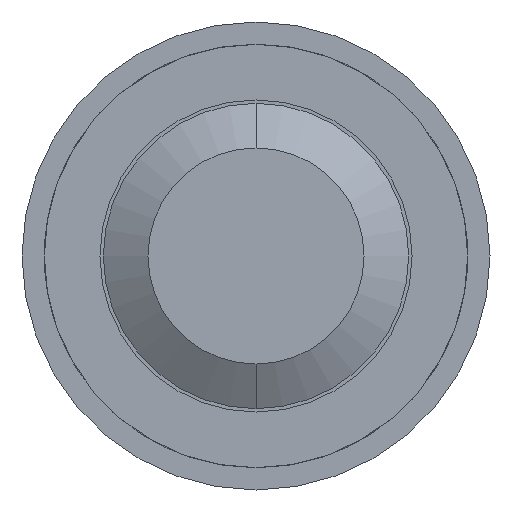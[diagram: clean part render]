
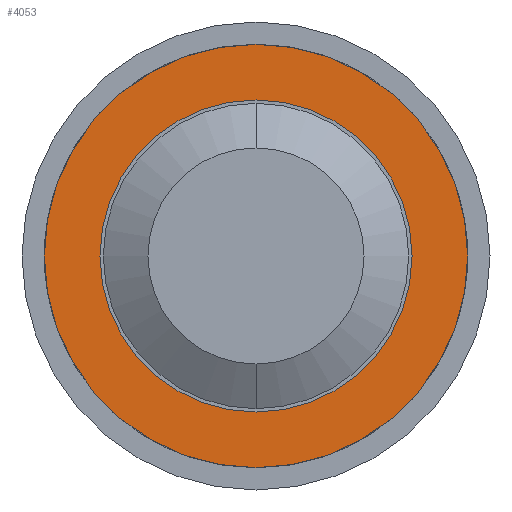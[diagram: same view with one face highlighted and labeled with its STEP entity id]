
A CAD part, front view. The second image highlights one B-rep face of the part: STEP entity #4053.
In plain terms, the highlighted planar face has unit normal (0, -1, 0).
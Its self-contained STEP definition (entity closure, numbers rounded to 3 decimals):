
#114 = DIRECTION ( 'NONE',  ( 0., 1., 0. ) ) ;
#121 = DIRECTION ( 'NONE',  ( 0., 1., 0. ) ) ;
#130 = ORIENTED_EDGE ( 'NONE', *, *, #139, .T. ) ;
#139 = EDGE_CURVE ( 'Defeature ausgef�hrt3_16+Defeature ausgef�hrt3_10+Defeature ausgef�hrt3_10+Defeature ausgef�hrt3_10', #3113, #2343, #3949, .T. ) ;
#178 = FACE_BOUND ( 'NONE', #1044, .T. ) ;
#324 = PLANE ( 'NONE',  #1027 ) ;
#325 = CIRCLE ( 'NONE', #1259, 0.685 ) ;
#461 = DIRECTION ( 'NONE',  ( 0., 0., 1. ) ) ;
#613 = CARTESIAN_POINT ( 'NONE',  ( 0.95, -2.5, 0. ) ) ;
#684 = ORIENTED_EDGE ( 'NONE', *, *, #2506, .F. ) ;
#736 = DIRECTION ( 'NONE',  ( 0., 0., 1. ) ) ;
#1027 = AXIS2_PLACEMENT_3D ( 'NONE', #613, #2250, #1288 ) ;
#1044 = EDGE_LOOP ( 'NONE', ( #130, #2207 ) ) ;
#1061 = DIRECTION ( 'NONE',  ( 0., 0., 1. ) ) ;
#1068 = AXIS2_PLACEMENT_3D ( 'NONE', #2056, #4103, #736 ) ;
#1259 = AXIS2_PLACEMENT_3D ( 'NONE', #2019, #3065, #2067 ) ;
#1288 = DIRECTION ( 'NONE',  ( 0., 0., 1. ) ) ;
#1545 = EDGE_CURVE ( 'Defeature ausgef�hrt3_15+Defeature ausgef�hrt3_16+Defeature ausgef�hrt3_16+Defeature ausgef�hrt3_16', #2798, #4109, #4122, .T. ) ;
#1620 = AXIS2_PLACEMENT_3D ( 'NONE', #2742, #114, #1061 ) ;
#1774 = CARTESIAN_POINT ( 'NONE',  ( 0., -2.5, 0. ) ) ;
#1937 = CARTESIAN_POINT ( 'NONE',  ( 0., -2.5, 0.95 ) ) ;
#2019 = CARTESIAN_POINT ( 'NONE',  ( 0., -2.5, 0. ) ) ;
#2056 = CARTESIAN_POINT ( 'NONE',  ( 0., -2.5, 0. ) ) ;
#2067 = DIRECTION ( 'NONE',  ( 0., 0., 1. ) ) ;
#2207 = ORIENTED_EDGE ( 'NONE', *, *, #4146, .T. ) ;
#2250 = DIRECTION ( 'NONE',  ( 0., 1., 0. ) ) ;
#2343 = VERTEX_POINT ( 'NONE', #3316 ) ;
#2506 = EDGE_CURVE ( 'Defeature ausgef�hrt3_15+Defeature ausgef�hrt3_16+Defeature ausgef�hrt3_16+Defeature ausgef�hrt3_16', #4109, #2798, #3830, .T. ) ;
#2567 = AXIS2_PLACEMENT_3D ( 'NONE', #1774, #121, #461 ) ;
#2659 = EDGE_LOOP ( 'NONE', ( #684, #3679 ) ) ;
#2742 = CARTESIAN_POINT ( 'NONE',  ( 0., -2.5, 0. ) ) ;
#2798 = VERTEX_POINT ( 'NONE', #3962 ) ;
#3065 = DIRECTION ( 'NONE',  ( 0., 1., 0. ) ) ;
#3113 = VERTEX_POINT ( 'NONE', #3996 ) ;
#3316 = CARTESIAN_POINT ( 'NONE',  ( 0., -2.5, -0.685 ) ) ;
#3679 = ORIENTED_EDGE ( 'NONE', *, *, #1545, .F. ) ;
#3819 = FACE_OUTER_BOUND ( 'NONE', #2659, .T. ) ;
#3830 = CIRCLE ( 'NONE', #1068, 0.95 ) ;
#3949 = CIRCLE ( 'NONE', #1620, 0.685 ) ;
#3962 = CARTESIAN_POINT ( 'NONE',  ( 0., -2.5, -0.95 ) ) ;
#3996 = CARTESIAN_POINT ( 'NONE',  ( 0., -2.5, 0.685 ) ) ;
#4053 = ADVANCED_FACE ( 'Defeature ausgef�hrt3_16', ( #3819, #178 ), #324, .F. ) ;
#4103 = DIRECTION ( 'NONE',  ( 0., 1., 0. ) ) ;
#4109 = VERTEX_POINT ( 'NONE', #1937 ) ;
#4122 = CIRCLE ( 'NONE', #2567, 0.95 ) ;
#4146 = EDGE_CURVE ( 'Defeature ausgef�hrt3_16+Defeature ausgef�hrt3_10+Defeature ausgef�hrt3_10+Defeature ausgef�hrt3_10', #2343, #3113, #325, .T. ) ;
